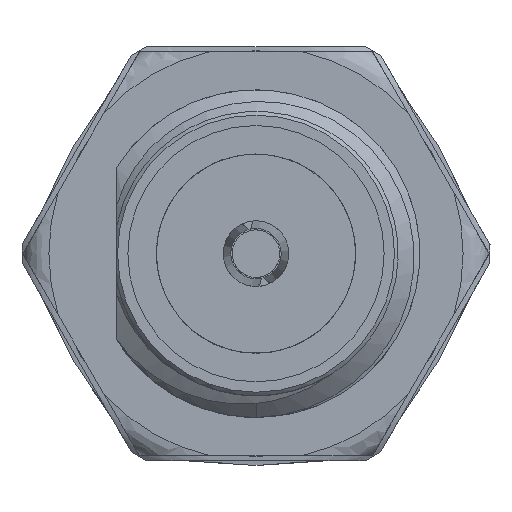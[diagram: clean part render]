
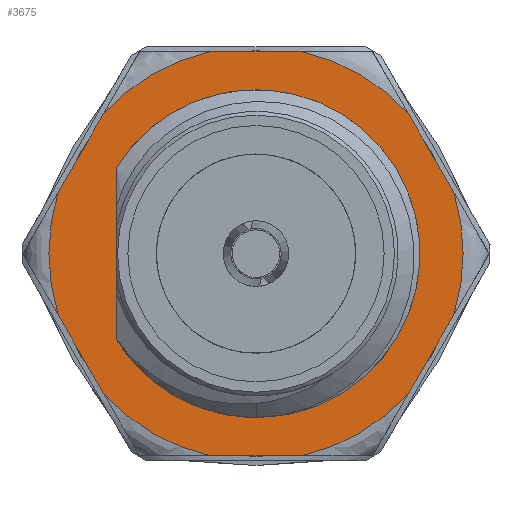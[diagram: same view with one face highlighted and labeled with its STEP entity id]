
A CAD part, front view. The second image highlights one B-rep face of the part: STEP entity #3675.
In plain terms, the highlighted face is planar.
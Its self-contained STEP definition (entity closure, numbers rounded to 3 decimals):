
#299=LINE('',#17899,#428);
#301=LINE('',#17918,#430);
#303=LINE('',#17937,#432);
#305=LINE('',#17956,#434);
#307=LINE('',#17975,#436);
#309=LINE('',#17994,#438);
#310=LINE('',#17999,#439);
#428=VECTOR('',#4773,1000.);
#430=VECTOR('',#4781,1000.);
#432=VECTOR('',#4789,1000.);
#434=VECTOR('',#4797,1000.);
#436=VECTOR('',#4805,1000.);
#438=VECTOR('',#4813,1000.);
#439=VECTOR('',#4818,1000.);
#666=PLANE('',#4156);
#1213=ORIENTED_EDGE('',*,*,#2014,.T.);
#1214=ORIENTED_EDGE('',*,*,#2015,.T.);
#1215=ORIENTED_EDGE('',*,*,#2013,.T.);
#1216=ORIENTED_EDGE('',*,*,#2012,.T.);
#1217=ORIENTED_EDGE('',*,*,#2008,.T.);
#1218=ORIENTED_EDGE('',*,*,#2006,.T.);
#1219=ORIENTED_EDGE('',*,*,#2003,.T.);
#1220=ORIENTED_EDGE('',*,*,#2002,.T.);
#1221=ORIENTED_EDGE('',*,*,#1998,.T.);
#1222=ORIENTED_EDGE('',*,*,#1997,.T.);
#1223=ORIENTED_EDGE('',*,*,#1993,.T.);
#1224=ORIENTED_EDGE('',*,*,#1992,.T.);
#1225=ORIENTED_EDGE('',*,*,#1988,.T.);
#1226=ORIENTED_EDGE('',*,*,#1986,.T.);
#1986=EDGE_CURVE('',#2396,#2397,#2609,.T.);
#1988=EDGE_CURVE('',#2398,#2396,#299,.T.);
#1992=EDGE_CURVE('',#2399,#2398,#2610,.T.);
#1993=EDGE_CURVE('',#2400,#2399,#301,.T.);
#1997=EDGE_CURVE('',#2401,#2400,#2611,.T.);
#1998=EDGE_CURVE('',#2402,#2401,#303,.T.);
#2002=EDGE_CURVE('',#2403,#2402,#2612,.T.);
#2003=EDGE_CURVE('',#2404,#2403,#305,.T.);
#2006=EDGE_CURVE('',#2405,#2404,#2613,.T.);
#2008=EDGE_CURVE('',#2406,#2405,#307,.T.);
#2012=EDGE_CURVE('',#2407,#2406,#2614,.T.);
#2013=EDGE_CURVE('',#2397,#2407,#309,.T.);
#2014=EDGE_CURVE('',#2408,#2409,#2615,.T.);
#2015=EDGE_CURVE('',#2409,#2408,#310,.T.);
#2396=VERTEX_POINT('',#17888);
#2397=VERTEX_POINT('',#17895);
#2398=VERTEX_POINT('',#17900);
#2399=VERTEX_POINT('',#17915);
#2400=VERTEX_POINT('',#17919);
#2401=VERTEX_POINT('',#17934);
#2402=VERTEX_POINT('',#17938);
#2403=VERTEX_POINT('',#17953);
#2404=VERTEX_POINT('',#17957);
#2405=VERTEX_POINT('',#17967);
#2406=VERTEX_POINT('',#17976);
#2407=VERTEX_POINT('',#17991);
#2408=VERTEX_POINT('',#17997);
#2409=VERTEX_POINT('',#17998);
#2609=CIRCLE('',#4139,4.);
#2610=CIRCLE('',#4142,4.);
#2611=CIRCLE('',#4145,4.);
#2612=CIRCLE('',#4148,4.);
#2613=CIRCLE('',#4151,4.);
#2614=CIRCLE('',#4154,4.);
#2615=CIRCLE('',#4157,3.165);
#2869=EDGE_LOOP('',(#1213,#1214));
#2870=EDGE_LOOP('',(#1215,#1216,#1217,#1218,#1219,#1220,#1221,#1222,#1223,
#1224,#1225,#1226));
#3240=FACE_BOUND('',#2869,.T.);
#3241=FACE_BOUND('',#2870,.T.);
#3675=ADVANCED_FACE('',(#3240,#3241),#666,.T.);
#4139=AXIS2_PLACEMENT_3D('',#17896,#4768,#4769);
#4142=AXIS2_PLACEMENT_3D('',#17916,#4777,#4778);
#4145=AXIS2_PLACEMENT_3D('',#17935,#4785,#4786);
#4148=AXIS2_PLACEMENT_3D('',#17954,#4793,#4794);
#4151=AXIS2_PLACEMENT_3D('',#17966,#4801,#4802);
#4154=AXIS2_PLACEMENT_3D('',#17992,#4809,#4810);
#4156=AXIS2_PLACEMENT_3D('',#17995,#4814,#4815);
#4157=AXIS2_PLACEMENT_3D('',#17996,#4816,#4817);
#4768=DIRECTION('',(0.,0.,1.));
#4769=DIRECTION('',(1.,0.,0.));
#4773=DIRECTION('',(0.866,0.5,0.));
#4777=DIRECTION('',(0.,0.,1.));
#4778=DIRECTION('',(1.,0.,0.));
#4781=DIRECTION('',(0.866,-0.5,0.));
#4785=DIRECTION('',(0.,0.,1.));
#4786=DIRECTION('',(1.,0.,0.));
#4789=DIRECTION('',(0.,-1.,0.));
#4793=DIRECTION('',(0.,0.,1.));
#4794=DIRECTION('',(1.,0.,0.));
#4797=DIRECTION('',(-0.866,-0.5,0.));
#4801=DIRECTION('',(0.,0.,1.));
#4802=DIRECTION('',(1.,0.,0.));
#4805=DIRECTION('',(-0.866,0.5,0.));
#4809=DIRECTION('',(0.,0.,1.));
#4810=DIRECTION('',(1.,0.,0.));
#4813=DIRECTION('',(0.,1.,0.));
#4814=DIRECTION('',(0.,0.,1.));
#4815=DIRECTION('',(1.,0.,0.));
#4816=DIRECTION('',(0.,0.,-1.));
#4817=DIRECTION('',(-1.,0.,0.));
#4818=DIRECTION('',(1.,0.,0.));
#17888=CARTESIAN_POINT('',(2.72,-2.933,1.1));
#17895=CARTESIAN_POINT('',(3.9,-0.889,1.1));
#17896=CARTESIAN_POINT('',(0.,0.,1.1));
#17899=CARTESIAN_POINT('',(0.,-4.503,1.1));
#17900=CARTESIAN_POINT('',(1.18,-3.822,1.1));
#17915=CARTESIAN_POINT('',(-1.18,-3.822,1.1));
#17916=CARTESIAN_POINT('',(0.,0.,1.1));
#17918=CARTESIAN_POINT('',(-3.9,-2.252,1.1));
#17919=CARTESIAN_POINT('',(-2.72,-2.933,1.1));
#17934=CARTESIAN_POINT('',(-3.9,-0.889,1.1));
#17935=CARTESIAN_POINT('',(0.,0.,1.1));
#17937=CARTESIAN_POINT('',(-3.9,2.252,1.1));
#17938=CARTESIAN_POINT('',(-3.9,0.889,1.1));
#17953=CARTESIAN_POINT('',(-2.72,2.933,1.1));
#17954=CARTESIAN_POINT('',(0.,0.,1.1));
#17956=CARTESIAN_POINT('',(0.,4.503,1.1));
#17957=CARTESIAN_POINT('',(-1.18,3.822,1.1));
#17966=CARTESIAN_POINT('',(0.,0.,1.1));
#17967=CARTESIAN_POINT('',(1.18,3.822,1.1));
#17975=CARTESIAN_POINT('',(3.9,2.252,1.1));
#17976=CARTESIAN_POINT('',(2.72,2.933,1.1));
#17991=CARTESIAN_POINT('',(3.9,0.889,1.1));
#17992=CARTESIAN_POINT('',(0.,0.,1.1));
#17994=CARTESIAN_POINT('',(3.9,-2.252,1.1));
#17995=CARTESIAN_POINT('',(0.,0.,1.1));
#17996=CARTESIAN_POINT('',(0.,0.,1.1));
#17997=CARTESIAN_POINT('',(1.662,2.693,1.1));
#17998=CARTESIAN_POINT('',(-1.662,2.693,1.1));
#17999=CARTESIAN_POINT('',(-1.662,2.693,1.1));
